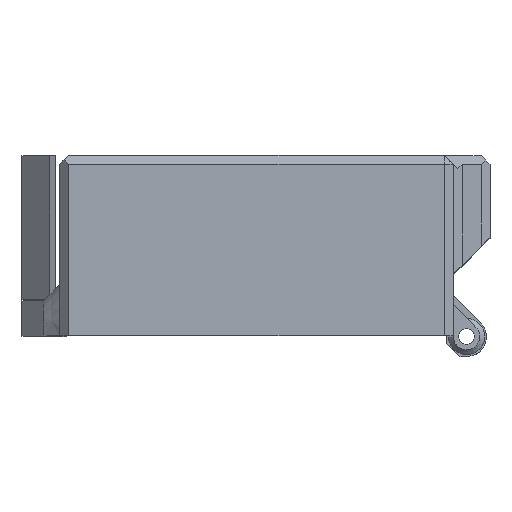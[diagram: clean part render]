
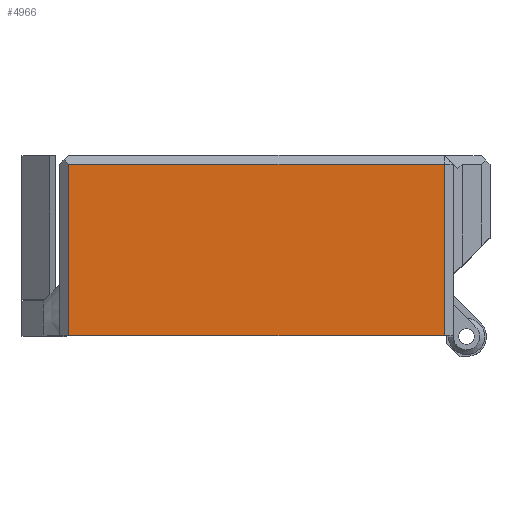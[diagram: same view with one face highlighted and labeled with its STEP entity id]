
A CAD part, top view. The second image highlights one B-rep face of the part: STEP entity #4966.
In plain terms, the highlighted planar face has unit normal (0, 0, 1).
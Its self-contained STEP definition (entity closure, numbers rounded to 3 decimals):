
#224=PLANE('',#5317);
#409=FACE_OUTER_BOUND('',#645,.T.);
#645=EDGE_LOOP('',(#3974,#3975,#3976,#3977));
#1078=LINE('',#7401,#1635);
#1082=LINE('',#7408,#1639);
#1086=LINE('',#7416,#1643);
#1153=LINE('',#7566,#1710);
#1635=VECTOR('',#6040,10.);
#1639=VECTOR('',#6046,10.);
#1643=VECTOR('',#6052,1.);
#1710=VECTOR('',#6193,1.);
#2336=VERTEX_POINT('',#7394);
#2338=VERTEX_POINT('',#7399);
#2340=VERTEX_POINT('',#7406);
#2343=VERTEX_POINT('',#7414);
#2913=EDGE_CURVE('',#2338,#2336,#1078,.T.);
#2917=EDGE_CURVE('',#2336,#2340,#1082,.T.);
#2921=EDGE_CURVE('',#2343,#2338,#1086,.T.);
#3002=EDGE_CURVE('',#2343,#2340,#1153,.F.);
#3974=ORIENTED_EDGE('',*,*,#2913,.F.);
#3975=ORIENTED_EDGE('',*,*,#2921,.F.);
#3976=ORIENTED_EDGE('',*,*,#3002,.T.);
#3977=ORIENTED_EDGE('',*,*,#2917,.F.);
#4966=ADVANCED_FACE('',(#409),#224,.F.);
#5317=AXIS2_PLACEMENT_3D('',#7587,#6205,#6206);
#6040=DIRECTION('',(1.,0.,0.));
#6046=DIRECTION('',(0.,-1.,0.));
#6052=DIRECTION('',(0.,1.,0.));
#6193=DIRECTION('',(-1.,0.,0.));
#6205=DIRECTION('center_axis',(0.,0.,-1.));
#6206=DIRECTION('ref_axis',(-1.,0.,0.));
#7394=CARTESIAN_POINT('',(42.5,38.8,142.372));
#7399=CARTESIAN_POINT('',(-42.5,38.8,142.372));
#7401=CARTESIAN_POINT('',(22.25,38.8,142.372));
#7406=CARTESIAN_POINT('',(42.5,0.,142.372));
#7408=CARTESIAN_POINT('',(42.5,0.,142.372));
#7414=CARTESIAN_POINT('',(-42.5,0.,142.372));
#7416=CARTESIAN_POINT('',(-42.5,20.4,142.372));
#7566=CARTESIAN_POINT('',(0.,0.,142.372));
#7587=CARTESIAN_POINT('Origin',(44.5,0.,142.372));
